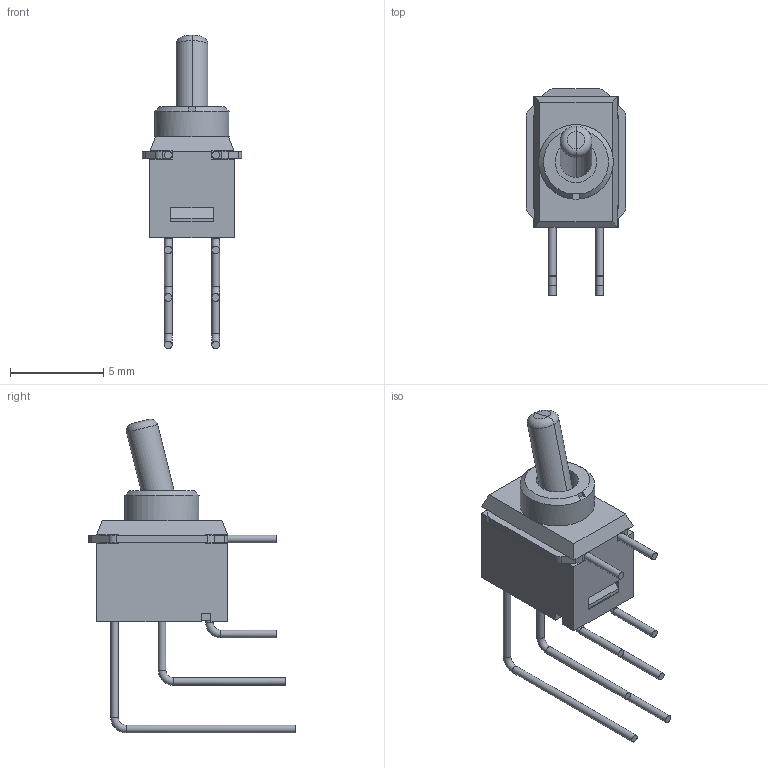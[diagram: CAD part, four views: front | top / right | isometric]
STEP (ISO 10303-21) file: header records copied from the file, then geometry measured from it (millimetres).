
FILE_DESCRIPTION( ( 'STEP AP214' ), '1' );
FILE_NAME( 'G13JVCF.stp', '2020-08-24T06:07:43', ( 'License CC BY-ND 4.0' ), ( 'CADENAS' ), ' ', 'PARTsolutions', ' ' );
FILE_SCHEMA( ( 'AUTOMOTIVE_DESIGN { 1 0 10303 214 1 1 1 1 }' ) );
Length unit declared in the file: inch
Products named in the file (6): G13JVCF; _GP-body-ill; _GV-th; _GCF-actuator-green; _GCF-actuator-red; _GV-terminals
Assembly tree (5 placements, depth 2):
  G13JVCF
    _GP-body-ill
    _GV-th
    _GCF-actuator-green
    _GCF-actuator-red
    _GV-terminals
Bounding box: 5.31 x 11.02 x 16.77 mm (x, y, z)
Volume: 202.9 mm3; surface area: 425.4 mm2
Topology: 5 solids, 5 shells, 148 faces, 380 edges, 245 vertices
Faces by surface type: plane 109, cylinder 30, torus 8, cone 1
Full cylindrical faces by diameter (mm): 0.406 x14, 2.235 x1, 3.988 x1
Entity records: 5492 total; most frequent: CARTESIAN_POINT 739, DIRECTION 728, ORIENTED_EDGE 686, EDGE_CURVE 343, LINE 262, VECTOR 262, AXIS2_PLACEMENT_3D 233, VERTEX_POINT 230
